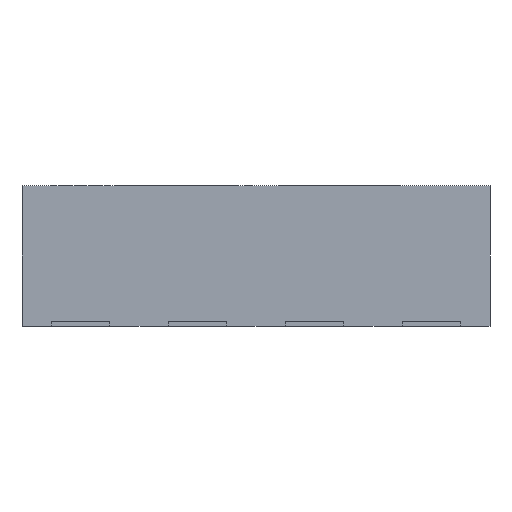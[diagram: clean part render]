
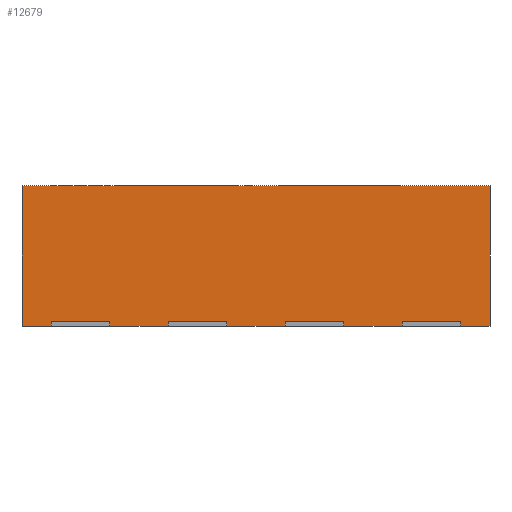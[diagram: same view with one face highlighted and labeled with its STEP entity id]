
A CAD part, front view. The second image highlights one B-rep face of the part: STEP entity #12679.
In plain terms, the highlighted planar face has unit normal (0, -1, 0).
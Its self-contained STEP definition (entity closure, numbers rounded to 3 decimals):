
#777=FACE_OUTER_BOUND('',#1476,.T.);
#1476=EDGE_LOOP('',(#10075,#10076,#10077,#10078,#10079,#10080,#10081,#10082,
#10083,#10084,#10085,#10086,#10087,#10088,#10089,#10090,#10091,#10092,#10093,
#10094));
#2313=LINE('',#20192,#3463);
#2333=LINE('',#20245,#3483);
#2353=LINE('',#20289,#3503);
#2356=LINE('',#20296,#3506);
#2361=LINE('',#20305,#3511);
#2363=LINE('',#20310,#3513);
#2367=LINE('',#20317,#3517);
#2370=LINE('',#20323,#3520);
#2372=LINE('',#20328,#3522);
#2388=LINE('',#20357,#3538);
#2389=LINE('',#20358,#3539);
#2390=LINE('',#20359,#3540);
#2391=LINE('',#20360,#3541);
#2396=LINE('',#20368,#3546);
#2400=LINE('',#20377,#3550);
#2403=LINE('',#20382,#3553);
#2404=LINE('',#20384,#3554);
#2405=LINE('',#20386,#3555);
#2408=LINE('',#20391,#3558);
#2409=LINE('',#20393,#3559);
#3463=VECTOR('',#14040,10.);
#3483=VECTOR('',#14086,10.);
#3503=VECTOR('',#14118,10.);
#3506=VECTOR('',#14123,10.);
#3511=VECTOR('',#14130,10.);
#3513=VECTOR('',#14134,10.);
#3517=VECTOR('',#14140,10.);
#3520=VECTOR('',#14145,10.);
#3522=VECTOR('',#14149,10.);
#3538=VECTOR('',#14175,10.);
#3539=VECTOR('',#14176,10.);
#3540=VECTOR('',#14177,10.);
#3541=VECTOR('',#14178,10.);
#3546=VECTOR('',#14185,10.);
#3550=VECTOR('',#14197,10.);
#3553=VECTOR('',#14202,10.);
#3554=VECTOR('',#14205,10.);
#3555=VECTOR('',#14208,10.);
#3558=VECTOR('',#14215,10.);
#3559=VECTOR('',#14218,10.);
#5496=VERTEX_POINT('',#20190);
#5497=VERTEX_POINT('',#20191);
#5515=VERTEX_POINT('',#20239);
#5517=VERTEX_POINT('',#20243);
#5534=VERTEX_POINT('',#20286);
#5535=VERTEX_POINT('',#20288);
#5536=VERTEX_POINT('',#20292);
#5538=VERTEX_POINT('',#20295);
#5540=VERTEX_POINT('',#20301);
#5541=VERTEX_POINT('',#20303);
#5542=VERTEX_POINT('',#20307);
#5543=VERTEX_POINT('',#20309);
#5544=VERTEX_POINT('',#20313);
#5545=VERTEX_POINT('',#20315);
#5546=VERTEX_POINT('',#20319);
#5547=VERTEX_POINT('',#20321);
#5548=VERTEX_POINT('',#20325);
#5549=VERTEX_POINT('',#20327);
#5559=VERTEX_POINT('',#20366);
#5560=VERTEX_POINT('',#20376);
#7072=EDGE_CURVE('',#5496,#5497,#2313,.T.);
#7094=EDGE_CURVE('',#5515,#5517,#2333,.T.);
#7114=EDGE_CURVE('',#5535,#5534,#2353,.T.);
#7117=EDGE_CURVE('',#5538,#5536,#2356,.T.);
#7122=EDGE_CURVE('',#5540,#5541,#2361,.T.);
#7124=EDGE_CURVE('',#5543,#5542,#2363,.T.);
#7128=EDGE_CURVE('',#5544,#5545,#2367,.T.);
#7131=EDGE_CURVE('',#5546,#5547,#2370,.T.);
#7133=EDGE_CURVE('',#5549,#5548,#2372,.T.);
#7149=EDGE_CURVE('',#5541,#5538,#2388,.T.);
#7150=EDGE_CURVE('',#5545,#5543,#2389,.T.);
#7151=EDGE_CURVE('',#5547,#5549,#2390,.T.);
#7152=EDGE_CURVE('',#5517,#5535,#2391,.T.);
#7157=EDGE_CURVE('',#5536,#5559,#2396,.T.);
#7161=EDGE_CURVE('',#5560,#5515,#2400,.T.);
#7164=EDGE_CURVE('',#5534,#5546,#2403,.T.);
#7165=EDGE_CURVE('',#5548,#5544,#2404,.T.);
#7166=EDGE_CURVE('',#5542,#5540,#2405,.T.);
#7169=EDGE_CURVE('',#5560,#5496,#2408,.T.);
#7170=EDGE_CURVE('',#5559,#5497,#2409,.T.);
#10075=ORIENTED_EDGE('',*,*,#7124,.T.);
#10076=ORIENTED_EDGE('',*,*,#7166,.T.);
#10077=ORIENTED_EDGE('',*,*,#7122,.T.);
#10078=ORIENTED_EDGE('',*,*,#7149,.T.);
#10079=ORIENTED_EDGE('',*,*,#7117,.T.);
#10080=ORIENTED_EDGE('',*,*,#7157,.T.);
#10081=ORIENTED_EDGE('',*,*,#7170,.T.);
#10082=ORIENTED_EDGE('',*,*,#7072,.F.);
#10083=ORIENTED_EDGE('',*,*,#7169,.F.);
#10084=ORIENTED_EDGE('',*,*,#7161,.T.);
#10085=ORIENTED_EDGE('',*,*,#7094,.T.);
#10086=ORIENTED_EDGE('',*,*,#7152,.T.);
#10087=ORIENTED_EDGE('',*,*,#7114,.T.);
#10088=ORIENTED_EDGE('',*,*,#7164,.T.);
#10089=ORIENTED_EDGE('',*,*,#7131,.T.);
#10090=ORIENTED_EDGE('',*,*,#7151,.T.);
#10091=ORIENTED_EDGE('',*,*,#7133,.T.);
#10092=ORIENTED_EDGE('',*,*,#7165,.T.);
#10093=ORIENTED_EDGE('',*,*,#7128,.T.);
#10094=ORIENTED_EDGE('',*,*,#7150,.T.);
#12189=PLANE('',#13189);
#12679=ADVANCED_FACE('',(#777),#12189,.T.);
#13189=AXIS2_PLACEMENT_3D('',#20394,#14219,#14220);
#14040=DIRECTION('',(1.,0.,0.));
#14086=DIRECTION('',(0.,0.,1.));
#14118=DIRECTION('',(0.,0.,-1.));
#14123=DIRECTION('',(0.,0.,-1.));
#14130=DIRECTION('',(0.,0.,1.));
#14134=DIRECTION('',(0.,0.,-1.));
#14140=DIRECTION('',(0.,0.,1.));
#14145=DIRECTION('',(0.,0.,1.));
#14149=DIRECTION('',(0.,0.,-1.));
#14175=DIRECTION('',(1.,0.,0.));
#14176=DIRECTION('',(1.,0.,0.));
#14177=DIRECTION('',(1.,0.,0.));
#14178=DIRECTION('',(1.,0.,0.));
#14185=DIRECTION('',(1.,0.,0.));
#14197=DIRECTION('',(1.,0.,0.));
#14202=DIRECTION('',(1.,0.,0.));
#14205=DIRECTION('',(1.,0.,0.));
#14208=DIRECTION('',(1.,0.,0.));
#14215=DIRECTION('',(0.,0.,1.));
#14218=DIRECTION('',(0.,0.,1.));
#14219=DIRECTION('center_axis',(0.,-1.,0.));
#14220=DIRECTION('ref_axis',(1.,0.,0.));
#20190=CARTESIAN_POINT('',(-1.,-1.5,0.6));
#20191=CARTESIAN_POINT('',(1.,-1.5,0.6));
#20192=CARTESIAN_POINT('',(0.125,-1.5,0.6));
#20239=CARTESIAN_POINT('',(-0.875,-1.5,0.));
#20243=CARTESIAN_POINT('',(-0.875,-1.5,0.02));
#20245=CARTESIAN_POINT('',(-0.875,-1.5,0.));
#20286=CARTESIAN_POINT('',(-0.625,-1.5,0.));
#20288=CARTESIAN_POINT('',(-0.625,-1.5,0.02));
#20289=CARTESIAN_POINT('',(-0.625,-1.5,0.));
#20292=CARTESIAN_POINT('',(0.875,-1.5,0.));
#20295=CARTESIAN_POINT('',(0.875,-1.5,0.02));
#20296=CARTESIAN_POINT('',(0.875,-1.5,0.));
#20301=CARTESIAN_POINT('',(0.625,-1.5,0.));
#20303=CARTESIAN_POINT('',(0.625,-1.5,0.02));
#20305=CARTESIAN_POINT('',(0.625,-1.5,0.));
#20307=CARTESIAN_POINT('',(0.375,-1.5,0.));
#20309=CARTESIAN_POINT('',(0.375,-1.5,0.02));
#20310=CARTESIAN_POINT('',(0.375,-1.5,0.));
#20313=CARTESIAN_POINT('',(0.125,-1.5,0.));
#20315=CARTESIAN_POINT('',(0.125,-1.5,0.02));
#20317=CARTESIAN_POINT('',(0.125,-1.5,0.));
#20319=CARTESIAN_POINT('',(-0.375,-1.5,0.));
#20321=CARTESIAN_POINT('',(-0.375,-1.5,0.02));
#20323=CARTESIAN_POINT('',(-0.375,-1.5,0.));
#20325=CARTESIAN_POINT('',(-0.125,-1.5,0.));
#20327=CARTESIAN_POINT('',(-0.125,-1.5,0.02));
#20328=CARTESIAN_POINT('',(-0.125,-1.5,0.));
#20357=CARTESIAN_POINT('',(-0.625,-1.5,0.02));
#20358=CARTESIAN_POINT('',(-0.625,-1.5,0.02));
#20359=CARTESIAN_POINT('',(-0.625,-1.5,0.02));
#20360=CARTESIAN_POINT('',(-0.625,-1.5,0.02));
#20366=CARTESIAN_POINT('',(1.,-1.5,0.));
#20368=CARTESIAN_POINT('',(0.125,-1.5,0.));
#20376=CARTESIAN_POINT('',(-1.,-1.5,0.));
#20377=CARTESIAN_POINT('',(0.125,-1.5,0.));
#20382=CARTESIAN_POINT('',(0.125,-1.5,0.));
#20384=CARTESIAN_POINT('',(0.125,-1.5,0.));
#20386=CARTESIAN_POINT('',(0.125,-1.5,0.));
#20391=CARTESIAN_POINT('',(-1.,-1.5,0.));
#20393=CARTESIAN_POINT('',(1.,-1.5,0.));
#20394=CARTESIAN_POINT('Origin',(-1.,-1.5,0.));
